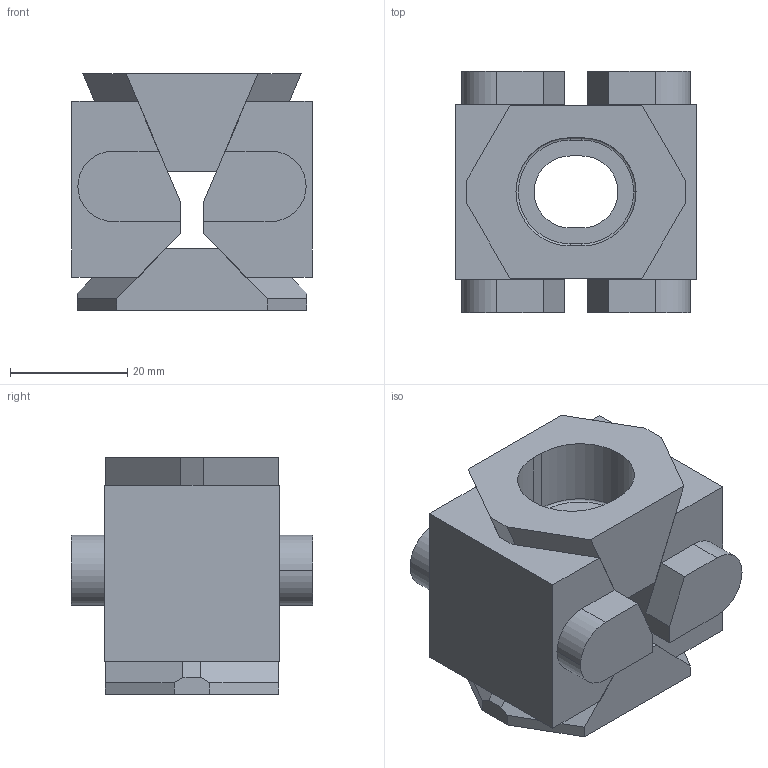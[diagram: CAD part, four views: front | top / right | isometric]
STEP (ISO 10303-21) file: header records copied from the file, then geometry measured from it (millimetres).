
FILE_DESCRIPTION (( 'STEP AP203' ), '1' );
FILE_NAME ('dk2-vt-w-f.STEP', '2021-10-21T07:54:19', ( '' ), ( '' ), 'SwSTEP 2.0', 'SolidWorks 2020', '' );
FILE_SCHEMA (( 'CONFIG_CONTROL_DESIGN' ));
Length unit declared in the file: millimetre
Products named in the file (5): dk2-vt-w-f_03; dk2-vt-w-f_01; dk2-vt-w-f_04; dk2-vt-w-f; dk2-vt-w-f_02
Assembly tree (4 placements, depth 2):
  dk2-vt-w-f
    dk2-vt-w-f_01
    dk2-vt-w-f_02
    dk2-vt-w-f_03
    dk2-vt-w-f_04
Bounding box: 41 x 41.2 x 40.43 mm (x, y, z)
Volume: 38762.2 mm3; surface area: 14680.9 mm2
Topology: 4 solids, 4 shells, 108 faces, 273 edges, 174 vertices
Faces by surface type: plane 81, cylinder 20, bspline 4, torus 3
Entity records: 3935 total; most frequent: CARTESIAN_POINT 802, ORIENTED_EDGE 546, DIRECTION 536, EDGE_CURVE 273, VECTOR 224, LINE 224, VERTEX_POINT 174, AXIS2_PLACEMENT_3D 156
